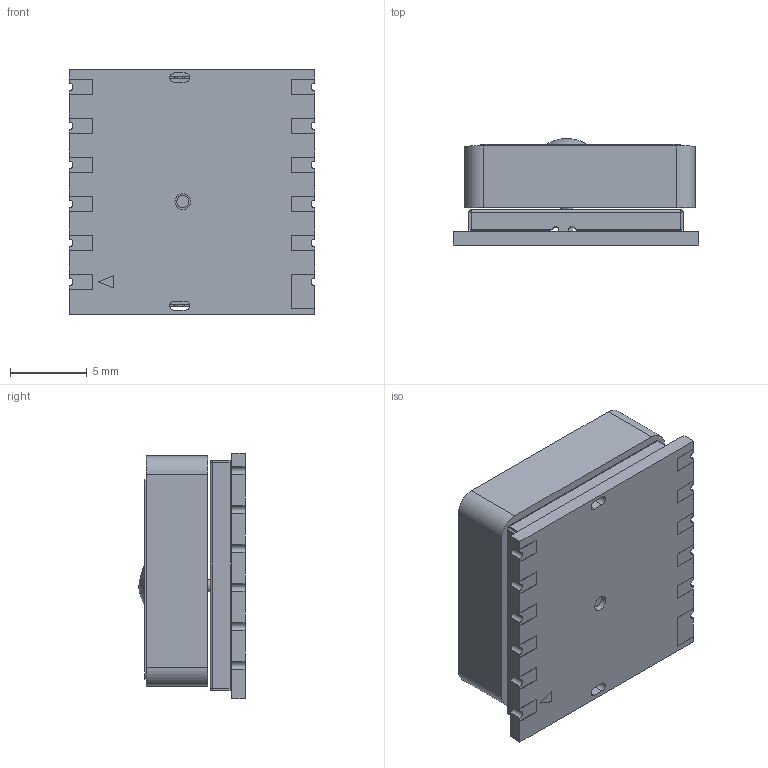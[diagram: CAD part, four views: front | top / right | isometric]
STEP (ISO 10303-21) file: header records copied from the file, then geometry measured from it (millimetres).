
FILE_DESCRIPTION (( 'STEP AP214' ), '1' );
FILE_NAME ('LC86L.STEP', '2022-02-21T21:54:35', ( '' ), ( '' ), 'SwSTEP 2.0', 'SolidWorks 2020', '' );
FILE_SCHEMA (( 'AUTOMOTIVE_DESIGN' ));
Length unit declared in the file: millimetre
Products named in the file (1): LC86L
Bounding box: 16 x 6.95 x 16 mm (x, y, z)
Volume: 1179.2 mm3; surface area: 2142.8 mm2
Topology: 4 solids, 4 shells, 1608 faces, 4429 edges, 2888 vertices
Faces by surface type: plane 1505, cylinder 51, bspline 50, sphere 2
Entity records: 52087 total; most frequent: CARTESIAN_POINT 10239, ORIENTED_EDGE 8858, DIRECTION 7552, EDGE_CURVE 4429, LINE 4224, VECTOR 4224, VERTEX_POINT 2907, EDGE_LOOP 1696
